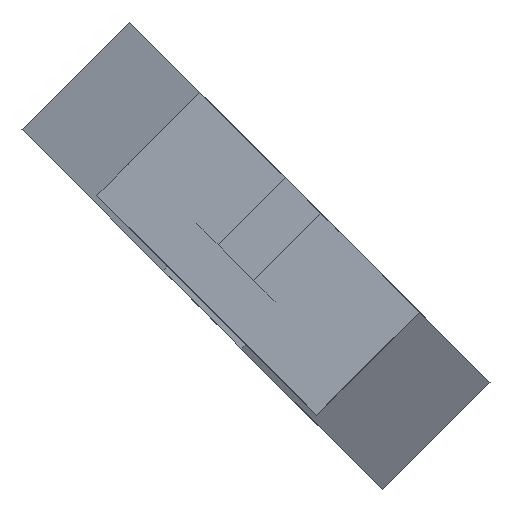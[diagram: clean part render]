
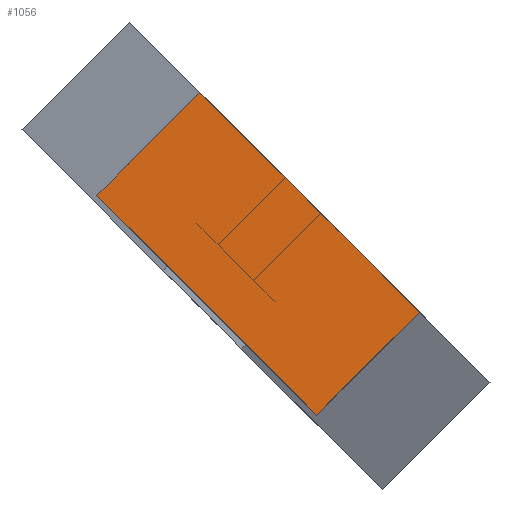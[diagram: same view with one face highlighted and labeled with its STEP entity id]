
A CAD part, left-side view. The second image highlights one B-rep face of the part: STEP entity #1056.
In plain terms, the highlighted planar face has unit normal (-1, 0, 0).
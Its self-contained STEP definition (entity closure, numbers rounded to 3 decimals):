
#79=PLANE('',#1162);
#130=FACE_OUTER_BOUND('',#189,.T.);
#189=EDGE_LOOP('',(#952,#953,#954,#955,#956,#957,#958));
#293=LINE('',#1684,#408);
#297=LINE('',#1697,#412);
#301=LINE('',#1712,#416);
#303=LINE('',#1718,#418);
#307=LINE('',#1724,#422);
#312=LINE('',#1746,#427);
#313=LINE('',#1747,#428);
#408=VECTOR('',#1371,10.);
#412=VECTOR('',#1383,10.);
#416=VECTOR('',#1395,10.);
#418=VECTOR('',#1401,10.);
#422=VECTOR('',#1405,10.);
#427=VECTOR('',#1434,10.);
#428=VECTOR('',#1435,10.);
#530=VERTEX_POINT('',#1681);
#531=VERTEX_POINT('',#1683);
#536=VERTEX_POINT('',#1695);
#542=VERTEX_POINT('',#1709);
#543=VERTEX_POINT('',#1711);
#545=VERTEX_POINT('',#1717);
#552=VERTEX_POINT('',#1745);
#662=EDGE_CURVE('',#531,#530,#293,.T.);
#669=EDGE_CURVE('',#530,#536,#297,.T.);
#676=EDGE_CURVE('',#542,#543,#301,.T.);
#679=EDGE_CURVE('',#545,#543,#303,.T.);
#683=EDGE_CURVE('',#536,#545,#307,.T.);
#694=EDGE_CURVE('',#552,#542,#312,.T.);
#695=EDGE_CURVE('',#552,#531,#313,.T.);
#952=ORIENTED_EDGE('',*,*,#669,.T.);
#953=ORIENTED_EDGE('',*,*,#683,.T.);
#954=ORIENTED_EDGE('',*,*,#679,.T.);
#955=ORIENTED_EDGE('',*,*,#676,.F.);
#956=ORIENTED_EDGE('',*,*,#694,.F.);
#957=ORIENTED_EDGE('',*,*,#695,.T.);
#958=ORIENTED_EDGE('',*,*,#662,.T.);
#1056=ADVANCED_FACE('',(#130),#79,.T.);
#1162=AXIS2_PLACEMENT_3D('',#1744,#1432,#1433);
#1371=DIRECTION('',(0.,0.707,-0.707));
#1383=DIRECTION('',(0.,-0.707,-0.707));
#1395=DIRECTION('',(0.,-0.707,-0.707));
#1401=DIRECTION('',(0.,-0.707,0.707));
#1405=DIRECTION('',(0.,-0.707,0.707));
#1432=DIRECTION('center_axis',(-1.,0.,0.));
#1433=DIRECTION('ref_axis',(0.,0.,1.));
#1434=DIRECTION('',(0.,-0.707,0.707));
#1435=DIRECTION('',(0.,0.707,-0.707));
#1681=CARTESIAN_POINT('',(-5.,-11.793,-7.407));
#1683=CARTESIAN_POINT('',(-5.,-12.324,-6.876));
#1684=CARTESIAN_POINT('',(-5.,-12.324,-6.876));
#1695=CARTESIAN_POINT('',(-5.,-16.202,-11.815));
#1697=CARTESIAN_POINT('',(-5.,-9.398,-5.012));
#1709=CARTESIAN_POINT('',(-5.,-13.858,-5.341));
#1711=CARTESIAN_POINT('',(-5.,-18.267,-9.75));
#1712=CARTESIAN_POINT('',(-5.,-11.558,-3.041));
#1717=CARTESIAN_POINT('',(-5.,-18.017,-10.));
#1718=CARTESIAN_POINT('',(-5.,-18.017,-10.));
#1724=CARTESIAN_POINT('',(-5.,-16.122,-11.895));
#1744=CARTESIAN_POINT('Origin',(-5.,0.,
-10.));
#1745=CARTESIAN_POINT('',(-5.,-12.444,-6.756));
#1746=CARTESIAN_POINT('',(-5.,-8.522,-10.678));
#1747=CARTESIAN_POINT('',(-5.,-8.162,-11.038));
